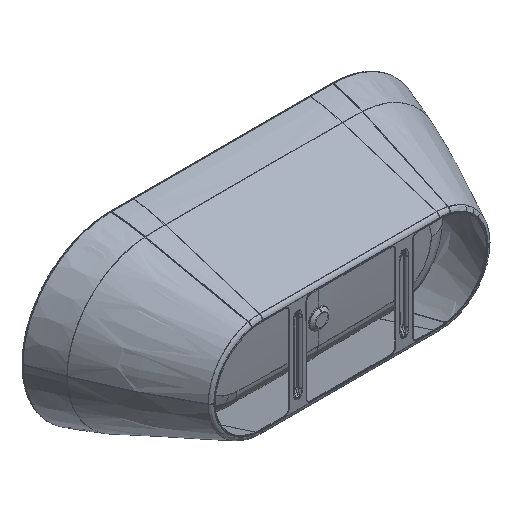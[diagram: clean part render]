
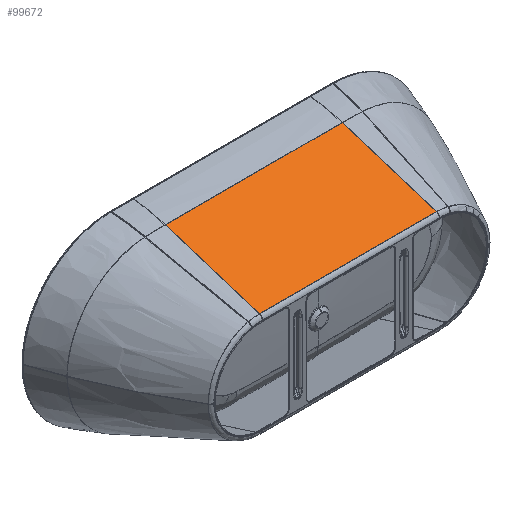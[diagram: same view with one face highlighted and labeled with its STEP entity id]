
A CAD part, isometric view. The second image highlights one B-rep face of the part: STEP entity #99672.
In plain terms, the highlighted planar face has unit normal (0, -0.303, 0.953).
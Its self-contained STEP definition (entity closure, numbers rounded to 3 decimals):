
#94135=CARTESIAN_POINT('',(400.,-150.,
369.871));
#94136=CARTESIAN_POINT('',(400.,-199.926,
354.));
#94137=CARTESIAN_POINT('',(400.,-341.945,
308.854));
#94138=CARTESIAN_POINT('',(400.,-483.965,
263.707));
#94139=CARTESIAN_POINT('',(400.,-576.059,
234.432));
#94162=DIRECTION('',(-1.,0.,0.));
#94163=VECTOR('',#94162,400.);
#94164=CARTESIAN_POINT('',(400.,-150.,
369.871));
#94165=LINE('',#94164,#94163);
#94166=CARTESIAN_POINT('',(-400.,-150.,
369.871));
#94167=CARTESIAN_POINT('',(-400.,-199.926,
354.));
#94168=CARTESIAN_POINT('',(-400.,-341.945,
308.854));
#94169=CARTESIAN_POINT('',(-400.,-483.965,
263.707));
#94170=CARTESIAN_POINT('',(-400.,-576.059,
234.432));
#94172=DIRECTION('',(-1.,0.,0.));
#94173=VECTOR('',#94172,400.);
#94174=CARTESIAN_POINT('',(0.,-150.,
369.871));
#94175=LINE('',#94174,#94173);
#94474=DIRECTION('',(-1.,0.,0.));
#94475=VECTOR('',#94474,800.);
#94476=CARTESIAN_POINT('',(400.,-576.059,
234.432));
#94477=LINE('',#94476,#94475);
#98385=CARTESIAN_POINT('',(400.,-576.059,
234.432));
#98386=CARTESIAN_POINT('',(-400.,-576.059,
234.432));
#98387=VERTEX_POINT('',#98385);
#98388=VERTEX_POINT('',#98386);
#98406=CARTESIAN_POINT('',(400.,-150.,
369.871));
#98408=VERTEX_POINT('',#98406);
#98741=VERTEX_POINT('',#94166);
#98811=CARTESIAN_POINT('',(0.,-150.,
369.871));
#98812=VERTEX_POINT('',#98811);
#99656=CARTESIAN_POINT('',(-200.,-367.87,300.613));
#99657=DIRECTION('',(0.,-0.303,0.953));
#99658=DIRECTION('',(0.,-0.953,-0.303));
#99659=AXIS2_PLACEMENT_3D('',#99656,#99657,#99658);
#99660=PLANE('',#99659);
#99662=ORIENTED_EDGE('',*,*,#99661,.F.);
#99663=ORIENTED_EDGE('',*,*,#99645,.T.);
#99665=ORIENTED_EDGE('',*,*,#99664,.T.);
#99667=ORIENTED_EDGE('',*,*,#99666,.F.);
#99669=ORIENTED_EDGE('',*,*,#99668,.F.);
#99670=EDGE_LOOP('',(#99662,#99663,#99665,#99667,#99669));
#99671=FACE_OUTER_BOUND('',#99670,.F.);
#94140=B_SPLINE_CURVE_WITH_KNOTS('',3,(#94135,#94136,#94137,#94138,#94139),
.UNSPECIFIED.,.F.,.F.,(4,1,4),(0.,0.352,1.),.UNSPECIFIED.);
#94171=B_SPLINE_CURVE_WITH_KNOTS('',3,(#94166,#94167,#94168,#94169,#94170),
.UNSPECIFIED.,.F.,.F.,(4,1,4),(0.,0.352,1.),.UNSPECIFIED.);
#99645=EDGE_CURVE('',#98408,#98387,#94140,.T.);
#99661=EDGE_CURVE('',#98408,#98812,#94165,.T.);
#99664=EDGE_CURVE('',#98387,#98388,#94477,.T.);
#99666=EDGE_CURVE('',#98741,#98388,#94171,.T.);
#99668=EDGE_CURVE('',#98812,#98741,#94175,.T.);
#99672=ADVANCED_FACE('',(#99671),#99660,.T.);
